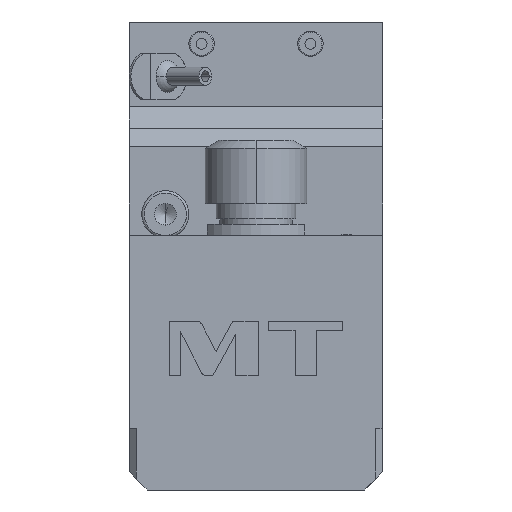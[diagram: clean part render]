
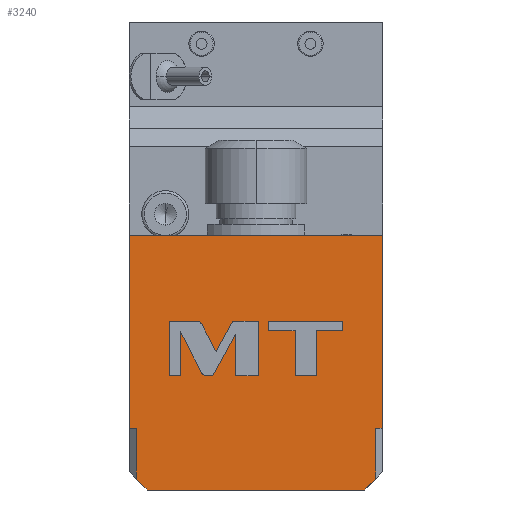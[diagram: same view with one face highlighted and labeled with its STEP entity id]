
A CAD part, left-side view. The second image highlights one B-rep face of the part: STEP entity #3240.
In plain terms, the highlighted planar face has unit normal (-1, 0, 0).
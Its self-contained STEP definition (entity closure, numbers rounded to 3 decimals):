
#341=DIRECTION('',(0.,0.,-1.));
#342=VECTOR('',#341,53.2);
#343=CARTESIAN_POINT('',(-95.,35.,-33.8));
#344=LINE('',#343,#342);
#349=DIRECTION('',(0.,-1.,0.));
#350=VECTOR('',#349,2.);
#351=CARTESIAN_POINT('',(-95.,35.,-87.));
#352=LINE('',#351,#350);
#353=DIRECTION('',(0.,0.,1.));
#354=VECTOR('',#353,14.);
#355=CARTESIAN_POINT('',(-95.,-33.,-101.));
#356=LINE('',#355,#354);
#357=DIRECTION('',(0.,-0.707,0.707));
#358=VECTOR('',#357,4.243);
#359=CARTESIAN_POINT('',(-95.,-30.,-104.));
#360=LINE('',#359,#358);
#361=DIRECTION('',(0.,-0.707,-0.707));
#362=VECTOR('',#361,4.243);
#363=CARTESIAN_POINT('',(-95.,33.,-101.));
#364=LINE('',#363,#362);
#365=DIRECTION('',(0.,0.,1.));
#366=VECTOR('',#365,14.);
#367=CARTESIAN_POINT('',(-95.,33.,-101.));
#368=LINE('',#367,#366);
#369=DIRECTION('',(0.,-1.,0.));
#370=VECTOR('',#369,69.75);
#371=CARTESIAN_POINT('',(-95.,35.,-33.8));
#372=LINE('',#371,#370);
#373=DIRECTION('',(0.,0.,-1.));
#374=VECTOR('',#373,53.2);
#375=CARTESIAN_POINT('',(-95.,-34.75,-33.8));
#376=LINE('',#375,#374);
#377=CARTESIAN_POINT('',(-95.,14.827,-58.477));
#378=CARTESIAN_POINT('',(-95.,15.139,-57.874));
#379=CARTESIAN_POINT('',(-95.,15.754,-57.5));
#380=CARTESIAN_POINT('',(-95.,16.432,-57.5));
#382=DIRECTION('',(0.,1.,0.));
#383=VECTOR('',#382,7.541);
#384=CARTESIAN_POINT('',(-95.,16.432,-57.5));
#385=LINE('',#384,#383);
#386=DIRECTION('',(0.,0.,-1.));
#387=VECTOR('',#386,15.);
#388=CARTESIAN_POINT('',(-95.,23.973,-57.5));
#389=LINE('',#388,#387);
#390=DIRECTION('',(0.,-1.,0.));
#391=VECTOR('',#390,3.12);
#392=CARTESIAN_POINT('',(-95.,23.973,-72.5));
#393=LINE('',#392,#391);
#394=DIRECTION('',(0.,0.,1.));
#395=VECTOR('',#394,12.152);
#396=CARTESIAN_POINT('',(-95.,20.853,-72.5));
#397=LINE('',#396,#395);
#398=DIRECTION('',(0.,-0.459,-0.888));
#399=VECTOR('',#398,12.58);
#400=CARTESIAN_POINT('',(-95.,20.853,-60.348));
#401=LINE('',#400,#399);
#402=CARTESIAN_POINT('',(-95.,15.075,-71.523));
#403=CARTESIAN_POINT('',(-95.,14.763,-72.126));
#404=CARTESIAN_POINT('',(-95.,14.147,-72.5));
#405=CARTESIAN_POINT('',(-95.,13.469,-72.5));
#407=DIRECTION('',(0.,-1.,0.));
#408=VECTOR('',#407,1.565);
#409=CARTESIAN_POINT('',(-95.,13.469,-72.5));
#410=LINE('',#409,#408);
#411=DIRECTION('',(0.,-0.481,0.877));
#412=VECTOR('',#411,13.015);
#413=CARTESIAN_POINT('',(-95.,11.904,-72.5));
#414=LINE('',#413,#412);
#415=DIRECTION('',(0.,0.,-1.));
#416=VECTOR('',#415,11.409);
#417=CARTESIAN_POINT('',(-95.,5.641,-61.091));
#418=LINE('',#417,#416);
#419=DIRECTION('',(0.,-1.,0.));
#420=VECTOR('',#419,6.312);
#421=CARTESIAN_POINT('',(-95.,5.641,-72.5));
#422=LINE('',#421,#420);
#423=DIRECTION('',(0.,0.,1.));
#424=VECTOR('',#423,15.);
#425=CARTESIAN_POINT('',(-95.,-0.671,-72.5));
#426=LINE('',#425,#424);
#427=DIRECTION('',(0.,1.,0.));
#428=VECTOR('',#427,7.116);
#429=CARTESIAN_POINT('',(-95.,-0.671,-57.5));
#430=LINE('',#429,#428);
#431=DIRECTION('',(0.,0.481,-0.877));
#432=VECTOR('',#431,9.511);
#433=CARTESIAN_POINT('',(-95.,6.445,-57.5));
#434=LINE('',#433,#432);
#435=DIRECTION('',(0.,0.459,0.888));
#436=VECTOR('',#435,8.286);
#437=CARTESIAN_POINT('',(-95.,11.022,-65.837));
#438=LINE('',#437,#436);
#439=DIRECTION('',(0.,0.,-1.));
#440=VECTOR('',#439,12.446);
#441=CARTESIAN_POINT('',(-95.,-10.759,-60.054));
#442=LINE('',#441,#440);
#443=DIRECTION('',(0.,-1.,0.));
#444=VECTOR('',#443,5.942);
#445=CARTESIAN_POINT('',(-95.,-10.759,-72.5));
#446=LINE('',#445,#444);
#447=DIRECTION('',(0.,0.,1.));
#448=VECTOR('',#447,12.446);
#449=CARTESIAN_POINT('',(-95.,-16.701,-72.5));
#450=LINE('',#449,#448);
#451=DIRECTION('',(0.,-1.,0.));
#452=VECTOR('',#451,7.272);
#453=CARTESIAN_POINT('',(-95.,-16.701,-60.054));
#454=LINE('',#453,#452);
#455=DIRECTION('',(0.,0.,1.));
#456=VECTOR('',#455,2.554);
#457=CARTESIAN_POINT('',(-95.,-23.973,-60.054));
#458=LINE('',#457,#456);
#459=DIRECTION('',(0.,1.,0.));
#460=VECTOR('',#459,20.486);
#461=CARTESIAN_POINT('',(-95.,-23.973,-57.5));
#462=LINE('',#461,#460);
#463=DIRECTION('',(0.,0.,-1.));
#464=VECTOR('',#463,2.554);
#465=CARTESIAN_POINT('',(-95.,-3.487,-57.5));
#466=LINE('',#465,#464);
#467=DIRECTION('',(0.,-1.,0.));
#468=VECTOR('',#467,7.272);
#469=CARTESIAN_POINT('',(-95.,-3.487,-60.054));
#470=LINE('',#469,#468);
#475=DIRECTION('',(0.,-1.,0.));
#476=VECTOR('',#475,1.75);
#477=CARTESIAN_POINT('',(-95.,-33.,-87.));
#478=LINE('',#477,#476);
#1294=DIRECTION('',(0.,1.,0.));
#1295=VECTOR('',#1294,60.);
#1296=CARTESIAN_POINT('',(-95.,-30.,-104.));
#1297=LINE('',#1296,#1295);
#2313=CARTESIAN_POINT('',(-95.,35.,-33.8));
#2315=VERTEX_POINT('',#2313);
#2316=CARTESIAN_POINT('',(-95.,35.,-87.));
#2317=VERTEX_POINT('',#2316);
#2336=CARTESIAN_POINT('',(-95.,-34.75,-33.8));
#2338=VERTEX_POINT('',#2336);
#2342=CARTESIAN_POINT('',(-95.,-34.75,-87.));
#2343=VERTEX_POINT('',#2342);
#2392=CARTESIAN_POINT('',(-95.,-30.,-104.));
#2393=VERTEX_POINT('',#2392);
#2394=CARTESIAN_POINT('',(-95.,30.,-104.));
#2395=VERTEX_POINT('',#2394);
#2396=CARTESIAN_POINT('',(-95.,33.,-101.));
#2398=VERTEX_POINT('',#2396);
#2400=CARTESIAN_POINT('',(-95.,-33.,-101.));
#2401=VERTEX_POINT('',#2400);
#2407=CARTESIAN_POINT('',(-95.,33.,-87.));
#2409=VERTEX_POINT('',#2407);
#2410=CARTESIAN_POINT('',(-95.,-33.,-87.));
#2412=VERTEX_POINT('',#2410);
#2769=VERTEX_POINT('',#377);
#2770=VERTEX_POINT('',#380);
#2771=CARTESIAN_POINT('',(-95.,23.973,-57.5));
#2772=VERTEX_POINT('',#2771);
#2773=CARTESIAN_POINT('',(-95.,23.973,-72.5));
#2774=VERTEX_POINT('',#2773);
#2775=CARTESIAN_POINT('',(-95.,20.853,-72.5));
#2776=VERTEX_POINT('',#2775);
#2777=CARTESIAN_POINT('',(-95.,20.853,-60.348));
#2778=VERTEX_POINT('',#2777);
#2779=CARTESIAN_POINT('',(-95.,15.075,-71.523));
#2780=VERTEX_POINT('',#2779);
#2781=VERTEX_POINT('',#405);
#2782=CARTESIAN_POINT('',(-95.,11.904,-72.5));
#2783=VERTEX_POINT('',#2782);
#2784=CARTESIAN_POINT('',(-95.,5.641,-61.091));
#2785=VERTEX_POINT('',#2784);
#2786=CARTESIAN_POINT('',(-95.,5.641,-72.5));
#2787=VERTEX_POINT('',#2786);
#2788=CARTESIAN_POINT('',(-95.,-0.671,-72.5));
#2789=VERTEX_POINT('',#2788);
#2790=CARTESIAN_POINT('',(-95.,-0.671,-57.5));
#2791=VERTEX_POINT('',#2790);
#2792=CARTESIAN_POINT('',(-95.,6.445,-57.5));
#2793=VERTEX_POINT('',#2792);
#2794=CARTESIAN_POINT('',(-95.,11.022,-65.837));
#2795=VERTEX_POINT('',#2794);
#2796=CARTESIAN_POINT('',(-95.,-10.759,-60.054));
#2797=CARTESIAN_POINT('',(-95.,-10.759,-72.5));
#2798=VERTEX_POINT('',#2796);
#2799=VERTEX_POINT('',#2797);
#2800=CARTESIAN_POINT('',(-95.,-16.701,-72.5));
#2801=VERTEX_POINT('',#2800);
#2802=CARTESIAN_POINT('',(-95.,-16.701,-60.054));
#2803=VERTEX_POINT('',#2802);
#2804=CARTESIAN_POINT('',(-95.,-23.973,-60.054));
#2805=VERTEX_POINT('',#2804);
#2806=CARTESIAN_POINT('',(-95.,-23.973,-57.5));
#2807=VERTEX_POINT('',#2806);
#2808=CARTESIAN_POINT('',(-95.,-3.487,-57.5));
#2809=VERTEX_POINT('',#2808);
#2810=CARTESIAN_POINT('',(-95.,-3.487,-60.054));
#2811=VERTEX_POINT('',#2810);
#3166=CARTESIAN_POINT('',(-95.,35.,-33.8));
#3167=DIRECTION('',(-1.,0.,0.));
#3168=DIRECTION('',(0.,0.,-1.));
#3169=AXIS2_PLACEMENT_3D('',#3166,#3167,#3168);
#3170=PLANE('',#3169);
#3172=ORIENTED_EDGE('',*,*,#3171,.F.);
#3174=ORIENTED_EDGE('',*,*,#3173,.F.);
#3176=ORIENTED_EDGE('',*,*,#3175,.F.);
#3178=ORIENTED_EDGE('',*,*,#3177,.T.);
#3180=ORIENTED_EDGE('',*,*,#3179,.F.);
#3181=ORIENTED_EDGE('',*,*,#3158,.T.);
#3182=ORIENTED_EDGE('',*,*,#3147,.F.);
#3183=ORIENTED_EDGE('',*,*,#3134,.F.);
#3185=ORIENTED_EDGE('',*,*,#3184,.T.);
#3187=ORIENTED_EDGE('',*,*,#3186,.T.);
#3188=EDGE_LOOP('',(#3172,#3174,#3176,#3178,#3180,#3181,#3182,#3183,#3185,
#3187));
#3189=FACE_OUTER_BOUND('',#3188,.F.);
#3191=ORIENTED_EDGE('',*,*,#3190,.T.);
#3193=ORIENTED_EDGE('',*,*,#3192,.T.);
#3195=ORIENTED_EDGE('',*,*,#3194,.T.);
#3197=ORIENTED_EDGE('',*,*,#3196,.T.);
#3199=ORIENTED_EDGE('',*,*,#3198,.T.);
#3201=ORIENTED_EDGE('',*,*,#3200,.T.);
#3203=ORIENTED_EDGE('',*,*,#3202,.T.);
#3205=ORIENTED_EDGE('',*,*,#3204,.T.);
#3207=ORIENTED_EDGE('',*,*,#3206,.T.);
#3209=ORIENTED_EDGE('',*,*,#3208,.T.);
#3211=ORIENTED_EDGE('',*,*,#3210,.T.);
#3213=ORIENTED_EDGE('',*,*,#3212,.T.);
#3215=ORIENTED_EDGE('',*,*,#3214,.T.);
#3217=ORIENTED_EDGE('',*,*,#3216,.T.);
#3219=ORIENTED_EDGE('',*,*,#3218,.T.);
#3220=EDGE_LOOP('',(#3191,#3193,#3195,#3197,#3199,#3201,#3203,#3205,#3207,#3209,
#3211,#3213,#3215,#3217,#3219));
#3221=FACE_BOUND('',#3220,.F.);
#3223=ORIENTED_EDGE('',*,*,#3222,.T.);
#3225=ORIENTED_EDGE('',*,*,#3224,.T.);
#3227=ORIENTED_EDGE('',*,*,#3226,.T.);
#3229=ORIENTED_EDGE('',*,*,#3228,.T.);
#3231=ORIENTED_EDGE('',*,*,#3230,.T.);
#3233=ORIENTED_EDGE('',*,*,#3232,.T.);
#3235=ORIENTED_EDGE('',*,*,#3234,.T.);
#3237=ORIENTED_EDGE('',*,*,#3236,.T.);
#3238=EDGE_LOOP('',(#3223,#3225,#3227,#3229,#3231,#3233,#3235,#3237));
#3239=FACE_BOUND('',#3238,.F.);
#3240=ADVANCED_FACE('',(#3189,#3221,#3239),#3170,.T.);
#381=B_SPLINE_CURVE_WITH_KNOTS('',3,(#377,#378,#379,#380),.UNSPECIFIED.,.F.,.F.,
(4,4),(0.,1.),.UNSPECIFIED.);
#406=B_SPLINE_CURVE_WITH_KNOTS('',3,(#402,#403,#404,#405),.UNSPECIFIED.,.F.,.F.,
(4,4),(0.,1.),.UNSPECIFIED.);
#3134=EDGE_CURVE('',#2315,#2317,#344,.T.);
#3147=EDGE_CURVE('',#2317,#2409,#352,.T.);
#3158=EDGE_CURVE('',#2398,#2409,#368,.T.);
#3171=EDGE_CURVE('',#2412,#2343,#478,.T.);
#3173=EDGE_CURVE('',#2401,#2412,#356,.T.);
#3175=EDGE_CURVE('',#2393,#2401,#360,.T.);
#3177=EDGE_CURVE('',#2393,#2395,#1297,.T.);
#3179=EDGE_CURVE('',#2398,#2395,#364,.T.);
#3184=EDGE_CURVE('',#2315,#2338,#372,.T.);
#3186=EDGE_CURVE('',#2338,#2343,#376,.T.);
#3190=EDGE_CURVE('',#2769,#2770,#381,.T.);
#3192=EDGE_CURVE('',#2770,#2772,#385,.T.);
#3194=EDGE_CURVE('',#2772,#2774,#389,.T.);
#3196=EDGE_CURVE('',#2774,#2776,#393,.T.);
#3198=EDGE_CURVE('',#2776,#2778,#397,.T.);
#3200=EDGE_CURVE('',#2778,#2780,#401,.T.);
#3202=EDGE_CURVE('',#2780,#2781,#406,.T.);
#3204=EDGE_CURVE('',#2781,#2783,#410,.T.);
#3206=EDGE_CURVE('',#2783,#2785,#414,.T.);
#3208=EDGE_CURVE('',#2785,#2787,#418,.T.);
#3210=EDGE_CURVE('',#2787,#2789,#422,.T.);
#3212=EDGE_CURVE('',#2789,#2791,#426,.T.);
#3214=EDGE_CURVE('',#2791,#2793,#430,.T.);
#3216=EDGE_CURVE('',#2793,#2795,#434,.T.);
#3218=EDGE_CURVE('',#2795,#2769,#438,.T.);
#3222=EDGE_CURVE('',#2798,#2799,#442,.T.);
#3224=EDGE_CURVE('',#2799,#2801,#446,.T.);
#3226=EDGE_CURVE('',#2801,#2803,#450,.T.);
#3228=EDGE_CURVE('',#2803,#2805,#454,.T.);
#3230=EDGE_CURVE('',#2805,#2807,#458,.T.);
#3232=EDGE_CURVE('',#2807,#2809,#462,.T.);
#3234=EDGE_CURVE('',#2809,#2811,#466,.T.);
#3236=EDGE_CURVE('',#2811,#2798,#470,.T.);
